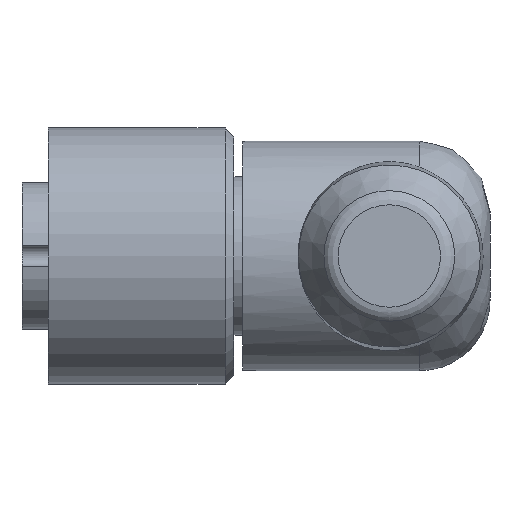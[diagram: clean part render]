
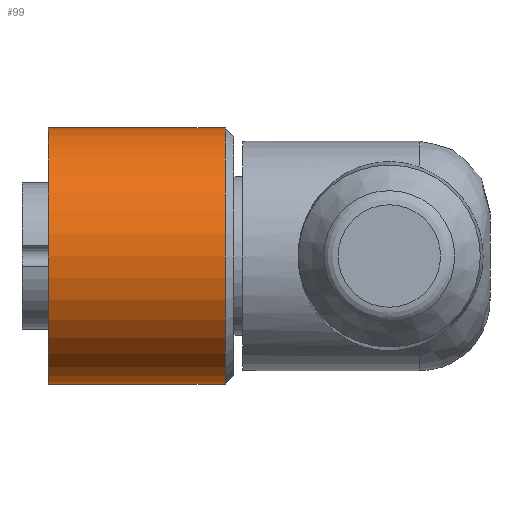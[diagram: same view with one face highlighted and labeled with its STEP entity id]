
A CAD part, front view. The second image highlights one B-rep face of the part: STEP entity #99.
In plain terms, the highlighted cylindrical face has radius 7.25 mm (diameter 14.5 mm), a full revolution.
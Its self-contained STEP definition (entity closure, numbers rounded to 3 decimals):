
#99 = ADVANCED_FACE( '', ( #220, #221 ), #222, .T. );
#220 = FACE_OUTER_BOUND( '', #394, .T. );
#221 = FACE_OUTER_BOUND( '', #395, .T. );
#222 = CYLINDRICAL_SURFACE( '', #396, 7.25 );
#394 = EDGE_LOOP( '', ( #573 ) );
#395 = EDGE_LOOP( '', ( #574 ) );
#396 = AXIS2_PLACEMENT_3D( '', #575, #576, #577 );
#573 = ORIENTED_EDGE( '', *, *, #710, .F. );
#574 = ORIENTED_EDGE( '', *, *, #697, .T. );
#575 = CARTESIAN_POINT( '', ( 26.5, 0., 0. ) );
#576 = DIRECTION( '', ( -1., 0., 0. ) );
#577 = DIRECTION( '', ( 0., 0., -1. ) );
#697 = EDGE_CURVE( '', #788, #788, #789, .T. );
#710 = EDGE_CURVE( '', #809, #809, #810, .T. );
#788 = VERTEX_POINT( '', #992 );
#789 = CIRCLE( '', #993, 7.25 );
#809 = VERTEX_POINT( '', #1015 );
#810 = CIRCLE( '', #1016, 7.25 );
#992 = CARTESIAN_POINT( '', ( 1.5, 0., -7.25 ) );
#993 = AXIS2_PLACEMENT_3D( '', #1116, #1117, #1118 );
#1015 = CARTESIAN_POINT( '', ( 11.5, 0., -7.25 ) );
#1016 = AXIS2_PLACEMENT_3D( '', #1136, #1137, #1138 );
#1116 = CARTESIAN_POINT( '', ( 1.5, 0., 0. ) );
#1117 = DIRECTION( '', ( 1., 0., 0. ) );
#1118 = DIRECTION( '', ( 0., 0., -1. ) );
#1136 = CARTESIAN_POINT( '', ( 11.5, 0., 0. ) );
#1137 = DIRECTION( '', ( 1., 0., 0. ) );
#1138 = DIRECTION( '', ( 0., 0., -1. ) );
